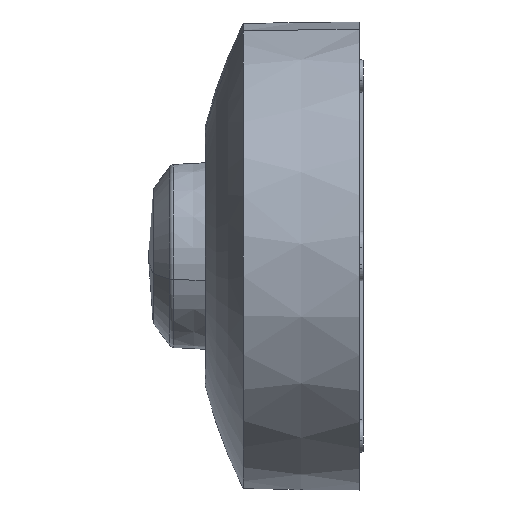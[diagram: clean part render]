
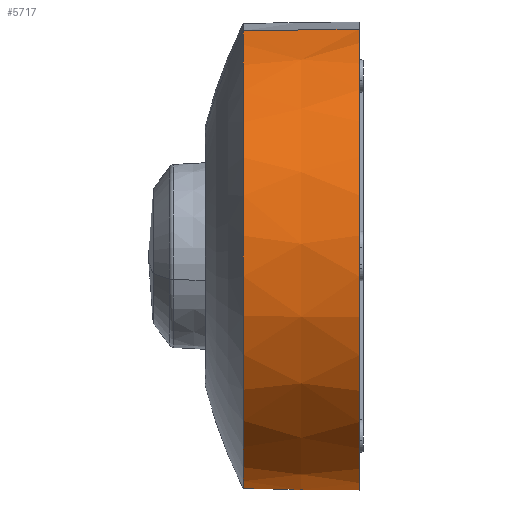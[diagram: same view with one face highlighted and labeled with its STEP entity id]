
A CAD part, left-side view. The second image highlights one B-rep face of the part: STEP entity #5717.
In plain terms, the highlighted conical face has half-angle 0.872 degrees and reference radius 46.647 mm.
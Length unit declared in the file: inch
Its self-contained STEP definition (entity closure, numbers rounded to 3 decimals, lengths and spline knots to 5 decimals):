
#204 = VECTOR ( 'NONE', #12299, 39.37008 ) ;
#1374 = LINE ( 'NONE', #5134, #204 ) ;
#1893 = EDGE_CURVE ( 'NONE', #16311, #10530, #12716, .T. ) ;
#2706 = DIRECTION ( 'NONE',  ( 0., -0.015, -1. ) ) ;
#4569 = EDGE_CURVE ( 'NONE', #22741, #10530, #22695, .T. ) ;
#5134 = CARTESIAN_POINT ( 'NONE',  ( 0., 7.742, 0.91328 ) ) ;
#5210 = AXIS2_PLACEMENT_3D ( 'NONE', #5364, #8781, #6772 ) ;
#5364 = CARTESIAN_POINT ( 'NONE',  ( 0., 5.90551, 0. ) ) ;
#5717 = ADVANCED_FACE ( 'NONE', ( #10349 ), #9248, .T. ) ;
#5737 = ORIENTED_EDGE ( 'NONE', *, *, #20009, .F. ) ;
#6772 = DIRECTION ( 'NONE',  ( 0., -1., 0. ) ) ;
#7453 = CIRCLE ( 'NONE', #17970, 1.83649 ) ;
#7954 = CARTESIAN_POINT ( 'NONE',  ( 0., 7.75591, 0. ) ) ;
#8781 = DIRECTION ( 'NONE',  ( 0., 0., 1. ) ) ;
#8882 = DIRECTION ( 'NONE',  ( 0., -1., 0. ) ) ;
#9235 = AXIS2_PLACEMENT_3D ( 'NONE', #13524, #9993, #10105 ) ;
#9248 = CONICAL_SURFACE ( 'NONE', #9235, 1.83649, 0.015 ) ;
#9993 = DIRECTION ( 'NONE',  ( 0., 0., -1. ) ) ;
#10105 = DIRECTION ( 'NONE',  ( 0., -1., 0. ) ) ;
#10349 = FACE_OUTER_BOUND ( 'NONE', #12377, .T. ) ;
#10530 = VERTEX_POINT ( 'NONE', #14214 ) ;
#12113 = VECTOR ( 'NONE', #2706, 39.37008 ) ;
#12299 = DIRECTION ( 'NONE',  ( 0., 0.015, -1. ) ) ;
#12377 = EDGE_LOOP ( 'NONE', ( #5737, #19521, #14401, #14787 ) ) ;
#12716 = CIRCLE ( 'NONE', #5210, 1.85039 ) ;
#13524 = CARTESIAN_POINT ( 'NONE',  ( 0., 5.90551, 0.91328 ) ) ;
#14214 = CARTESIAN_POINT ( 'NONE',  ( 0., 4.05512, 0. ) ) ;
#14401 = ORIENTED_EDGE ( 'NONE', *, *, #1893, .T. ) ;
#14787 = ORIENTED_EDGE ( 'NONE', *, *, #4569, .F. ) ;
#16265 = CARTESIAN_POINT ( 'NONE',  ( 0., 7.742, 0.91328 ) ) ;
#16287 = DIRECTION ( 'NONE',  ( 0., 0., 1. ) ) ;
#16311 = VERTEX_POINT ( 'NONE', #7954 ) ;
#16494 = EDGE_CURVE ( 'NONE', #21488, #16311, #1374, .T. ) ;
#17823 = CARTESIAN_POINT ( 'NONE',  ( 0., 5.90551, 0.91328 ) ) ;
#17970 = AXIS2_PLACEMENT_3D ( 'NONE', #17823, #16287, #8882 ) ;
#19178 = CARTESIAN_POINT ( 'NONE',  ( 0., 4.06902, 0.91328 ) ) ;
#19521 = ORIENTED_EDGE ( 'NONE', *, *, #16494, .T. ) ;
#20009 = EDGE_CURVE ( 'NONE', #21488, #22741, #7453, .T. ) ;
#20060 = CARTESIAN_POINT ( 'NONE',  ( 0., 4.06902, 0.91328 ) ) ;
#21488 = VERTEX_POINT ( 'NONE', #16265 ) ;
#22695 = LINE ( 'NONE', #19178, #12113 ) ;
#22741 = VERTEX_POINT ( 'NONE', #20060 ) ;
